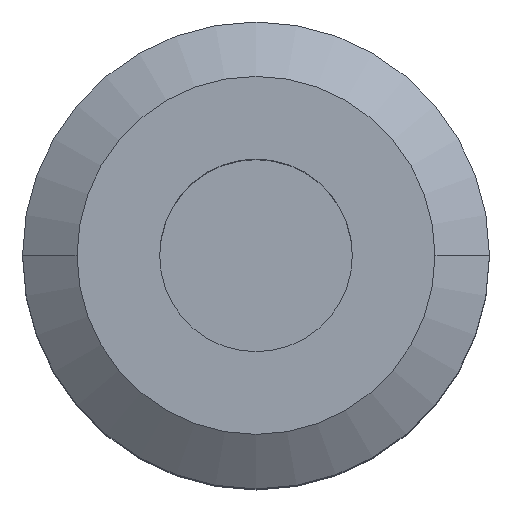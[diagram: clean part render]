
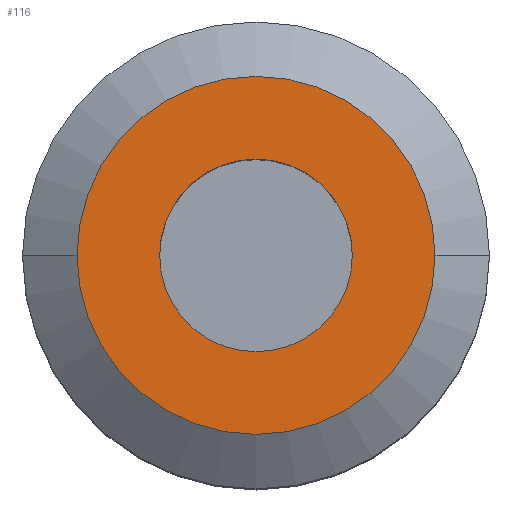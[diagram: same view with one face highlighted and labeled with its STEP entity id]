
A CAD part, top view. The second image highlights one B-rep face of the part: STEP entity #116.
In plain terms, the highlighted planar face has unit normal (0, 0, 1).
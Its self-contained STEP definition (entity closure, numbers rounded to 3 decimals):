
#106 = AXIS2_PLACEMENT_3D ( 'NONE', #813, #1136, #1388 ) ;
#116 = ADVANCED_FACE ( 'NONE', ( #368, #797 ), #1149, .T. ) ;
#148 = EDGE_CURVE ( 'NONE', #1329, #769, #1467, .T. ) ;
#152 = AXIS2_PLACEMENT_3D ( 'NONE', #1324, #1224, #760 ) ;
#205 = AXIS2_PLACEMENT_3D ( 'NONE', #249, #486, #1331 ) ;
#220 = CARTESIAN_POINT ( 'NONE',  ( 0., 0., 90. ) ) ;
#249 = CARTESIAN_POINT ( 'NONE',  ( 0., 0., 90. ) ) ;
#368 = FACE_BOUND ( 'NONE', #1298, .T. ) ;
#456 = CARTESIAN_POINT ( 'NONE',  ( -13., 0., 90. ) ) ;
#486 = DIRECTION ( 'NONE',  ( 0., 0., -1. ) ) ;
#561 = CARTESIAN_POINT ( 'NONE',  ( 24.151, 0., 90. ) ) ;
#596 = VERTEX_POINT ( 'NONE', #561 ) ;
#664 = EDGE_LOOP ( 'NONE', ( #1363, #1433 ) ) ;
#748 = AXIS2_PLACEMENT_3D ( 'NONE', #1422, #1428, #1308 ) ;
#756 = ORIENTED_EDGE ( 'NONE', *, *, #148, .T. ) ;
#760 = DIRECTION ( 'NONE',  ( -1., 0., 0. ) ) ;
#769 = VERTEX_POINT ( 'NONE', #456 ) ;
#795 = VERTEX_POINT ( 'NONE', #824 ) ;
#797 = FACE_OUTER_BOUND ( 'NONE', #664, .T. ) ;
#813 = CARTESIAN_POINT ( 'NONE',  ( 0., 24.151, 90. ) ) ;
#819 = DIRECTION ( 'NONE',  ( -1., 0., 0. ) ) ;
#824 = CARTESIAN_POINT ( 'NONE',  ( -24.151, 0., 90. ) ) ;
#869 = AXIS2_PLACEMENT_3D ( 'NONE', #220, #1056, #819 ) ;
#876 = EDGE_CURVE ( 'NONE', #596, #795, #1390, .T. ) ;
#935 = EDGE_CURVE ( 'NONE', #795, #596, #1156, .T. ) ;
#1040 = CARTESIAN_POINT ( 'NONE',  ( 13., 0., 90. ) ) ;
#1056 = DIRECTION ( 'NONE',  ( 0., 0., -1. ) ) ;
#1136 = DIRECTION ( 'NONE',  ( 0., 0., 1. ) ) ;
#1149 = PLANE ( 'NONE',  #106 ) ;
#1156 = CIRCLE ( 'NONE', #205, 24.151 ) ;
#1178 = CIRCLE ( 'NONE', #152, 13. ) ;
#1190 = EDGE_CURVE ( 'NONE', #769, #1329, #1178, .T. ) ;
#1224 = DIRECTION ( 'NONE',  ( 0., 0., -1. ) ) ;
#1244 = ORIENTED_EDGE ( 'NONE', *, *, #1190, .T. ) ;
#1298 = EDGE_LOOP ( 'NONE', ( #1244, #756 ) ) ;
#1308 = DIRECTION ( 'NONE',  ( -1., 0., 0. ) ) ;
#1324 = CARTESIAN_POINT ( 'NONE',  ( 0., 0., 90. ) ) ;
#1329 = VERTEX_POINT ( 'NONE', #1040 ) ;
#1331 = DIRECTION ( 'NONE',  ( -1., 0., 0. ) ) ;
#1363 = ORIENTED_EDGE ( 'NONE', *, *, #935, .F. ) ;
#1388 = DIRECTION ( 'NONE',  ( 1., 0., 0. ) ) ;
#1390 = CIRCLE ( 'NONE', #748, 24.151 ) ;
#1422 = CARTESIAN_POINT ( 'NONE',  ( 0., 0., 90. ) ) ;
#1428 = DIRECTION ( 'NONE',  ( 0., 0., -1. ) ) ;
#1433 = ORIENTED_EDGE ( 'NONE', *, *, #876, .F. ) ;
#1467 = CIRCLE ( 'NONE', #869, 13. ) ;
